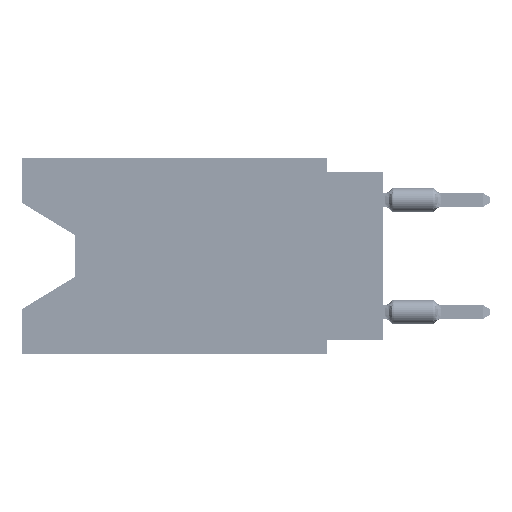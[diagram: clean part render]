
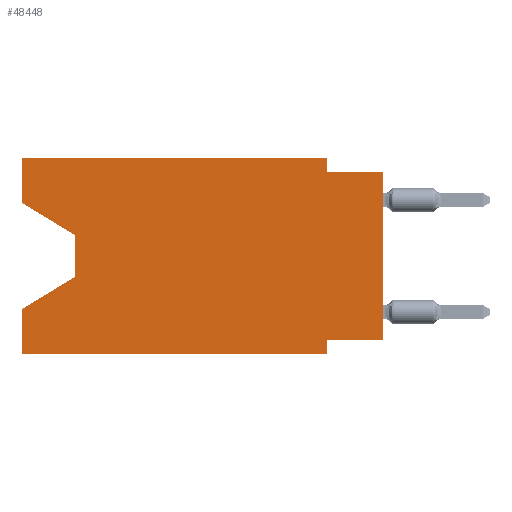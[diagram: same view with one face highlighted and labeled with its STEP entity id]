
A CAD part, left-side view. The second image highlights one B-rep face of the part: STEP entity #48448.
In plain terms, the highlighted planar face has unit normal (-1, 0, 0).
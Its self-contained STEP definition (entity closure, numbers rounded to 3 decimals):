
#319 = DIRECTION ( 'NONE',  ( 0., 0., -1. ) ) ;
#1000 = ORIENTED_EDGE ( 'NONE', *, *, #100128, .T. ) ;
#1146 = EDGE_CURVE ( 'NONE', #9272, #22604, #55628, .T. ) ;
#1661 = VECTOR ( 'NONE', #78953, 1000. ) ;
#3281 = CARTESIAN_POINT ( 'NONE',  ( 0., 13.97, -5.385 ) ) ;
#3619 = ORIENTED_EDGE ( 'NONE', *, *, #101794, .T. ) ;
#6496 = VECTOR ( 'NONE', #47267, 1000. ) ;
#6750 = CARTESIAN_POINT ( 'NONE',  ( 0., 13.97, -5.385 ) ) ;
#7015 = VERTEX_POINT ( 'NONE', #69011 ) ;
#8264 = CARTESIAN_POINT ( 'NONE',  ( 0., 0., -0.635 ) ) ;
#9272 = VERTEX_POINT ( 'NONE', #35776 ) ;
#9948 = CARTESIAN_POINT ( 'NONE',  ( 0., 2.54, -8.255 ) ) ;
#10071 = LINE ( 'NONE', #8264, #6496 ) ;
#13696 = LINE ( 'NONE', #23454, #88644 ) ;
#13732 = CARTESIAN_POINT ( 'NONE',  ( 0., 16.383, -8.89 ) ) ;
#13955 = LINE ( 'NONE', #51132, #35662 ) ;
#16124 = ORIENTED_EDGE ( 'NONE', *, *, #26934, .T. ) ;
#16862 = VECTOR ( 'NONE', #94833, 1000. ) ;
#19255 = CARTESIAN_POINT ( 'NONE',  ( 0., 13.97, -3.505 ) ) ;
#20585 = CARTESIAN_POINT ( 'NONE',  ( 0., 16.383, -2.038 ) ) ;
#22458 = VERTEX_POINT ( 'NONE', #88683 ) ;
#22604 = VERTEX_POINT ( 'NONE', #9948 ) ;
#22997 = CARTESIAN_POINT ( 'NONE',  ( 0., 2.54, -0.635 ) ) ;
#23454 = CARTESIAN_POINT ( 'NONE',  ( 0., 16.383, 0. ) ) ;
#23525 = VECTOR ( 'NONE', #51099, 1000. ) ;
#26389 = ORIENTED_EDGE ( 'NONE', *, *, #78628, .F. ) ;
#26678 = ORIENTED_EDGE ( 'NONE', *, *, #60142, .F. ) ;
#26934 = EDGE_CURVE ( 'NONE', #9272, #116490, #106510, .T. ) ;
#27965 = CARTESIAN_POINT ( 'NONE',  ( 0., 13.97, -3.505 ) ) ;
#28203 = CARTESIAN_POINT ( 'NONE',  ( 0., 0., -8.255 ) ) ;
#31789 = VERTEX_POINT ( 'NONE', #27965 ) ;
#32249 = CARTESIAN_POINT ( 'NONE',  ( 0., 2.54, 0. ) ) ;
#32367 = CARTESIAN_POINT ( 'NONE',  ( 0., 2.54, -8.89 ) ) ;
#34947 = ORIENTED_EDGE ( 'NONE', *, *, #46523, .F. ) ;
#35662 = VECTOR ( 'NONE', #66152, 1000. ) ;
#35776 = CARTESIAN_POINT ( 'NONE',  ( 0., 0., -8.255 ) ) ;
#39584 = ORIENTED_EDGE ( 'NONE', *, *, #90440, .T. ) ;
#40793 = CARTESIAN_POINT ( 'NONE',  ( 0., 16.383, 0. ) ) ;
#41782 = LINE ( 'NONE', #13732, #1661 ) ;
#41884 = CARTESIAN_POINT ( 'NONE',  ( 0., 0., 0. ) ) ;
#42088 = VERTEX_POINT ( 'NONE', #99562 ) ;
#43607 = ORIENTED_EDGE ( 'NONE', *, *, #58822, .F. ) ;
#44594 = VECTOR ( 'NONE', #114864, 1000. ) ;
#45004 = ORIENTED_EDGE ( 'NONE', *, *, #91734, .T. ) ;
#46333 = CARTESIAN_POINT ( 'NONE',  ( 0., 0., -0.635 ) ) ;
#46523 = EDGE_CURVE ( 'NONE', #22604, #119925, #70019, .T. ) ;
#46689 = FACE_OUTER_BOUND ( 'NONE', #67919, .T. ) ;
#47267 = DIRECTION ( 'NONE',  ( 0., -1., 0. ) ) ;
#47329 = VECTOR ( 'NONE', #84869, 1000. ) ;
#48448 = ADVANCED_FACE ( 'NONE', ( #46689 ), #83868, .F. ) ;
#49039 = VERTEX_POINT ( 'NONE', #79984 ) ;
#51099 = DIRECTION ( 'NONE',  ( 0., 0., 1. ) ) ;
#51132 = CARTESIAN_POINT ( 'NONE',  ( 0., 16.383, 0. ) ) ;
#55628 = LINE ( 'NONE', #28203, #47329 ) ;
#56791 = VERTEX_POINT ( 'NONE', #68840 ) ;
#57417 = ORIENTED_EDGE ( 'NONE', *, *, #102039, .F. ) ;
#58822 = EDGE_CURVE ( 'NONE', #56791, #80787, #116982, .T. ) ;
#60142 = EDGE_CURVE ( 'NONE', #22458, #49039, #96265, .T. ) ;
#60570 = LINE ( 'NONE', #3281, #44594 ) ;
#60625 = DIRECTION ( 'NONE',  ( 0., 0., 1. ) ) ;
#66023 = VECTOR ( 'NONE', #89552, 1000. ) ;
#66152 = DIRECTION ( 'NONE',  ( 0., -1., 0. ) ) ;
#67740 = ORIENTED_EDGE ( 'NONE', *, *, #1146, .F. ) ;
#67919 = EDGE_LOOP ( 'NONE', ( #1000, #3619, #39584, #57417, #45004, #34947, #67740, #16124, #83084, #43607, #26389, #26678 ) ) ;
#68840 = CARTESIAN_POINT ( 'NONE',  ( 0., 2.54, 0. ) ) ;
#69011 = CARTESIAN_POINT ( 'NONE',  ( 0., 16.383, -8.89 ) ) ;
#69406 = DIRECTION ( 'NONE',  ( 0., 0., -1. ) ) ;
#69898 = DIRECTION ( 'NONE',  ( 0., 0., 1. ) ) ;
#70019 = LINE ( 'NONE', #100502, #66023 ) ;
#74117 = DIRECTION ( 'NONE',  ( 1., 0., 0. ) ) ;
#78628 = EDGE_CURVE ( 'NONE', #49039, #56791, #13955, .T. ) ;
#78953 = DIRECTION ( 'NONE',  ( 0., -1., 0. ) ) ;
#79917 = EDGE_CURVE ( 'NONE', #80787, #116490, #10071, .T. ) ;
#79984 = CARTESIAN_POINT ( 'NONE',  ( 0., 16.383, 0. ) ) ;
#80787 = VERTEX_POINT ( 'NONE', #22997 ) ;
#83084 = ORIENTED_EDGE ( 'NONE', *, *, #79917, .F. ) ;
#83662 = VECTOR ( 'NONE', #69898, 1000. ) ;
#83868 = PLANE ( 'NONE',  #114758 ) ;
#84869 = DIRECTION ( 'NONE',  ( 0., 1., 0. ) ) ;
#88644 = VECTOR ( 'NONE', #60625, 1000. ) ;
#88683 = CARTESIAN_POINT ( 'NONE',  ( 0., 16.383, -2.038 ) ) ;
#89552 = DIRECTION ( 'NONE',  ( 0., 0., -1. ) ) ;
#90440 = EDGE_CURVE ( 'NONE', #116318, #42088, #60570, .T. ) ;
#91734 = EDGE_CURVE ( 'NONE', #7015, #119925, #41782, .T. ) ;
#94833 = DIRECTION ( 'NONE',  ( 0., 0., -1. ) ) ;
#94956 = DIRECTION ( 'NONE',  ( 0., -0.855, -0.519 ) ) ;
#96265 = LINE ( 'NONE', #40793, #23525 ) ;
#99562 = CARTESIAN_POINT ( 'NONE',  ( 0., 16.383, -6.852 ) ) ;
#100128 = EDGE_CURVE ( 'NONE', #22458, #31789, #104099, .T. ) ;
#100502 = CARTESIAN_POINT ( 'NONE',  ( 0., 2.54, -8.89 ) ) ;
#101794 = EDGE_CURVE ( 'NONE', #31789, #116318, #114337, .T. ) ;
#102039 = EDGE_CURVE ( 'NONE', #7015, #42088, #13696, .T. ) ;
#104099 = LINE ( 'NONE', #20585, #106146 ) ;
#106146 = VECTOR ( 'NONE', #94956, 1000. ) ;
#106510 = LINE ( 'NONE', #41884, #83662 ) ;
#107002 = VECTOR ( 'NONE', #69406, 1000. ) ;
#114337 = LINE ( 'NONE', #19255, #16862 ) ;
#114758 = AXIS2_PLACEMENT_3D ( 'NONE', #120470, #74117, #319 ) ;
#114864 = DIRECTION ( 'NONE',  ( 0., 0.855, -0.519 ) ) ;
#116318 = VERTEX_POINT ( 'NONE', #6750 ) ;
#116490 = VERTEX_POINT ( 'NONE', #46333 ) ;
#116982 = LINE ( 'NONE', #32249, #107002 ) ;
#119925 = VERTEX_POINT ( 'NONE', #32367 ) ;
#120470 = CARTESIAN_POINT ( 'NONE',  ( 0., 16.383, 0. ) ) ;
